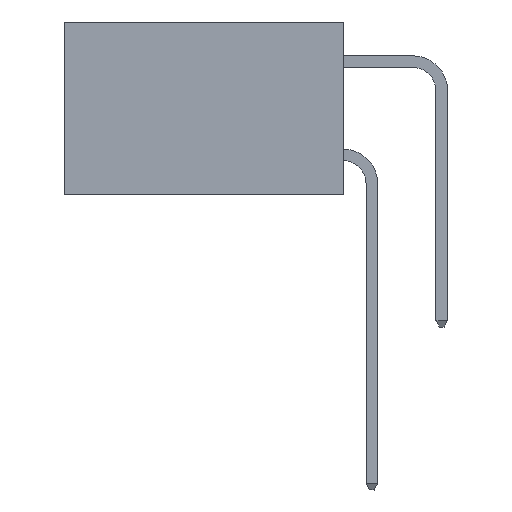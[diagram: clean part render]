
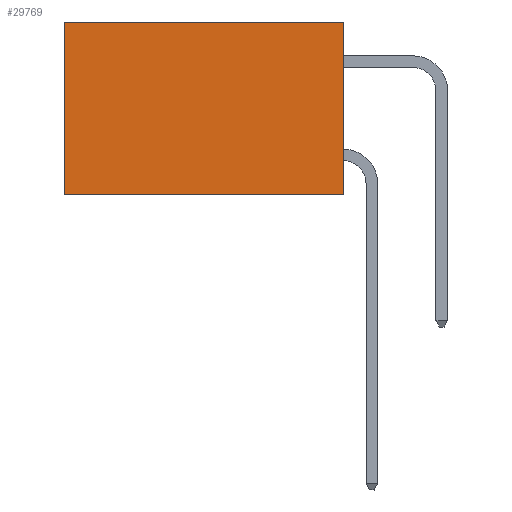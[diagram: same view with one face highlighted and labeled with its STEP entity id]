
A CAD part, left-side view. The second image highlights one B-rep face of the part: STEP entity #29769.
In plain terms, the highlighted planar face has unit normal (-1, 0, 0).
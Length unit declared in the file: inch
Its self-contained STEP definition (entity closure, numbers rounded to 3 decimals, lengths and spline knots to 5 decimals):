
#625 = DIRECTION ( 'NONE',  ( 0., 1., 0. ) ) ;
#1907 = VERTEX_POINT ( 'NONE', #30555 ) ;
#2844 = VECTOR ( 'NONE', #24491, 39.37008 ) ;
#3691 = CARTESIAN_POINT ( 'NONE',  ( 0.298, 0., 0. ) ) ;
#4891 = CARTESIAN_POINT ( 'NONE',  ( 0.298, 0., 0. ) ) ;
#6078 = LINE ( 'NONE', #3691, #23591 ) ;
#6842 = EDGE_CURVE ( 'NONE', #30235, #12294, #29276, .T. ) ;
#7597 = ORIENTED_EDGE ( 'NONE', *, *, #21168, .T. ) ;
#9287 = VERTEX_POINT ( 'NONE', #23150 ) ;
#10941 = ORIENTED_EDGE ( 'NONE', *, *, #6842, .F. ) ;
#11405 = DIRECTION ( 'NONE',  ( 0., 1., 0. ) ) ;
#12294 = VERTEX_POINT ( 'NONE', #31180 ) ;
#12881 = CARTESIAN_POINT ( 'NONE',  ( 0.298, 0., 0. ) ) ;
#14409 = FACE_OUTER_BOUND ( 'NONE', #30830, .T. ) ;
#14753 = VECTOR ( 'NONE', #15481, 39.37008 ) ;
#15481 = DIRECTION ( 'NONE',  ( 0., 0., -1. ) ) ;
#15580 = PLANE ( 'NONE',  #28892 ) ;
#18108 = DIRECTION ( 'NONE',  ( 0., 0., -1. ) ) ;
#20040 = EDGE_CURVE ( 'NONE', #1907, #9287, #22116, .T. ) ;
#20857 = CARTESIAN_POINT ( 'NONE',  ( 0.298, 0., 0. ) ) ;
#21168 = EDGE_CURVE ( 'NONE', #30235, #1907, #6078, .T. ) ;
#22116 = LINE ( 'NONE', #25465, #14753 ) ;
#23150 = CARTESIAN_POINT ( 'NONE',  ( 0.298, 0.6, -0.37 ) ) ;
#23471 = ORIENTED_EDGE ( 'NONE', *, *, #27382, .F. ) ;
#23591 = VECTOR ( 'NONE', #11405, 39.37008 ) ;
#24491 = DIRECTION ( 'NONE',  ( 0., 0., -1. ) ) ;
#25116 = ORIENTED_EDGE ( 'NONE', *, *, #20040, .T. ) ;
#25465 = CARTESIAN_POINT ( 'NONE',  ( 0.298, 0.6, 0. ) ) ;
#27382 = EDGE_CURVE ( 'NONE', #12294, #9287, #31640, .T. ) ;
#27753 = CARTESIAN_POINT ( 'NONE',  ( 0.298, 0., -0.37 ) ) ;
#27848 = DIRECTION ( 'NONE',  ( 1., 0., 0. ) ) ;
#28892 = AXIS2_PLACEMENT_3D ( 'NONE', #12881, #27848, #18108 ) ;
#29276 = LINE ( 'NONE', #4891, #2844 ) ;
#29769 = ADVANCED_FACE ( 'NONE', ( #14409 ), #15580, .F. ) ;
#30235 = VERTEX_POINT ( 'NONE', #20857 ) ;
#30555 = CARTESIAN_POINT ( 'NONE',  ( 0.298, 0.6, 0. ) ) ;
#30830 = EDGE_LOOP ( 'NONE', ( #25116, #23471, #10941, #7597 ) ) ;
#30878 = VECTOR ( 'NONE', #625, 39.37008 ) ;
#31180 = CARTESIAN_POINT ( 'NONE',  ( 0.298, 0., -0.37 ) ) ;
#31640 = LINE ( 'NONE', #27753, #30878 ) ;
